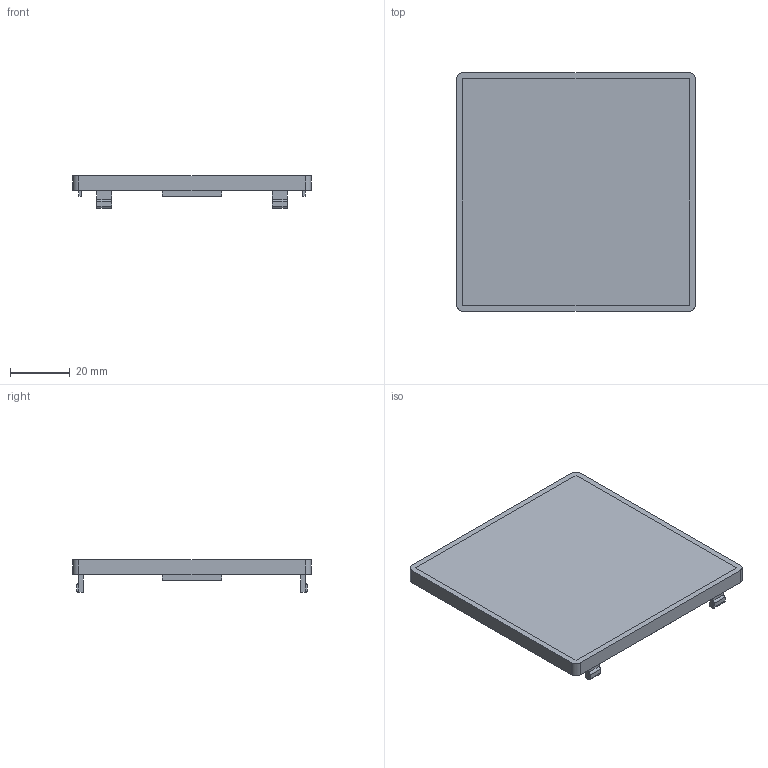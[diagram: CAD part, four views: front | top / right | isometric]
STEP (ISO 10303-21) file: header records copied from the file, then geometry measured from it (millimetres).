
FILE_DESCRIPTION(('FreeCAD Model'),'2;1');
FILE_NAME('Open CASCADE Shape Model','2022-12-13T08:28:53',(''),(''), 'Open CASCADE STEP processor 7.6','FreeCAD','Unknown');
FILE_SCHEMA(('AUTOMOTIVE_DESIGN { 1 0 10303 214 1 1 1 1 }'));
Length unit declared in the file: millimetre
Products named in the file (1): Top
Bounding box: 80 x 80 x 11 mm (x, y, z)
Volume: 15365 mm3; surface area: 16029.2 mm2
Topology: 1 solids, 1 shells, 84 faces, 212 edges, 132 vertices
Faces by surface type: plane 72, cylinder 12
Entity records: 2478 total; most frequent: CARTESIAN_POINT 429, ORIENTED_EDGE 424, DIRECTION 406, EDGE_CURVE 212, LINE 188, VECTOR 188, VERTEX_POINT 132, AXIS2_PLACEMENT_3D 109
